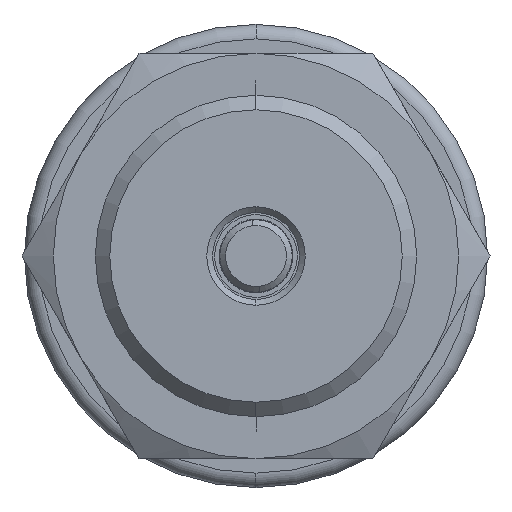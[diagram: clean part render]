
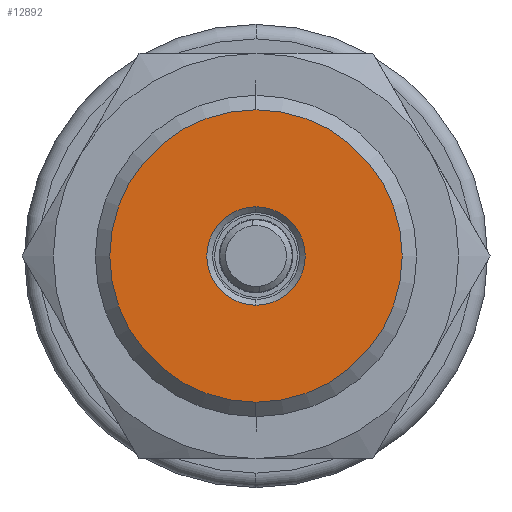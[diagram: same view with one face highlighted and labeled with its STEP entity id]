
A CAD part, left-side view. The second image highlights one B-rep face of the part: STEP entity #12892.
In plain terms, the highlighted planar face has unit normal (-1, 0, 0).
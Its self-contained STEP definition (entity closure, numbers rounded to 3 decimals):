
#1931 = ORIENTED_EDGE ( 'NONE', *, *, #7216, .T. ) ;
#1932 = ORIENTED_EDGE ( 'NONE', *, *, #13324, .T. ) ;
#1933 = ORIENTED_EDGE ( 'NONE', *, *, #7217, .F. ) ;
#1934 = ORIENTED_EDGE ( 'NONE', *, *, #7179, .F. ) ;
#2096 = VERTEX_POINT ( 'NONE', #11909 ) ;
#2186 = VERTEX_POINT ( 'NONE', #11999 ) ;
#4134 = CARTESIAN_POINT ( 'NONE',  ( 0., 0., 5.05 ) ) ;
#6424 = EDGE_LOOP ( 'NONE', ( #1931, #1932 ) ) ;
#6432 = EDGE_LOOP ( 'NONE', ( #1933, #1934 ) ) ;
#6826 = AXIS2_PLACEMENT_3D ( 'NONE', #9183, #9199, #9200 ) ;
#7179 = EDGE_CURVE ( 'NONE', #2186, #10665, #12850, .T. ) ;
#7216 = EDGE_CURVE ( 'NONE', #2096, #13568, #14454, .T. ) ;
#7217 = EDGE_CURVE ( 'NONE', #10665, #2186, #15742, .T. ) ;
#7857 = CARTESIAN_POINT ( 'NONE',  ( 0., 0., 0. ) ) ;
#7858 = DIRECTION ( 'NONE',  ( -1., 0., 0. ) ) ;
#7930 = CIRCLE ( 'NONE', #7932, 5.05 ) ;
#7932 = AXIS2_PLACEMENT_3D ( 'NONE', #7857, #7858, #9194 ) ;
#9183 = CARTESIAN_POINT ( 'NONE',  ( 0., 1.7, 0. ) ) ;
#9194 = DIRECTION ( 'NONE',  ( 0., 0., -1. ) ) ;
#9195 = FACE_OUTER_BOUND ( 'NONE', #6424, .T. ) ;
#9196 = FACE_BOUND ( 'NONE', #6432, .T. ) ;
#9197 = PLANE ( 'NONE',  #6826 ) ;
#9199 = DIRECTION ( 'NONE',  ( 1., 0., 0. ) ) ;
#9200 = DIRECTION ( 'NONE',  ( 0., 0., -1. ) ) ;
#9460 = CARTESIAN_POINT ( 'NONE',  ( 0., 0., 1.7 ) ) ;
#10665 = VERTEX_POINT ( 'NONE', #9460 ) ;
#11909 = CARTESIAN_POINT ( 'NONE',  ( 0., 0., -5.05 ) ) ;
#11999 = CARTESIAN_POINT ( 'NONE',  ( 0., 0., -1.7 ) ) ;
#12850 = CIRCLE ( 'NONE', #12857, 1.7 ) ;
#12857 = AXIS2_PLACEMENT_3D ( 'NONE', #15997, #15998, #15999 ) ;
#12892 = ADVANCED_FACE ( 'NONE', ( #9195, #9196 ), #9197, .F. ) ;
#13324 = EDGE_CURVE ( 'NONE', #13568, #2096, #7930, .T. ) ;
#13568 = VERTEX_POINT ( 'NONE', #4134 ) ;
#14454 = CIRCLE ( 'NONE', #14455, 5.05 ) ;
#14455 = AXIS2_PLACEMENT_3D ( 'NONE', #16104, #16105, #16106 ) ;
#15742 = CIRCLE ( 'NONE', #15744, 1.7 ) ;
#15744 = AXIS2_PLACEMENT_3D ( 'NONE', #16107, #16108, #16109 ) ;
#15997 = CARTESIAN_POINT ( 'NONE',  ( 0., 0., 0. ) ) ;
#15998 = DIRECTION ( 'NONE',  ( -1., 0., 0. ) ) ;
#15999 = DIRECTION ( 'NONE',  ( 0., 0., 1. ) ) ;
#16104 = CARTESIAN_POINT ( 'NONE',  ( 0., 0., 0. ) ) ;
#16105 = DIRECTION ( 'NONE',  ( -1., 0., 0. ) ) ;
#16106 = DIRECTION ( 'NONE',  ( 0., 0., -1. ) ) ;
#16107 = CARTESIAN_POINT ( 'NONE',  ( 0., 0., 0. ) ) ;
#16108 = DIRECTION ( 'NONE',  ( -1., 0., 0. ) ) ;
#16109 = DIRECTION ( 'NONE',  ( 0., 0., 1. ) ) ;
